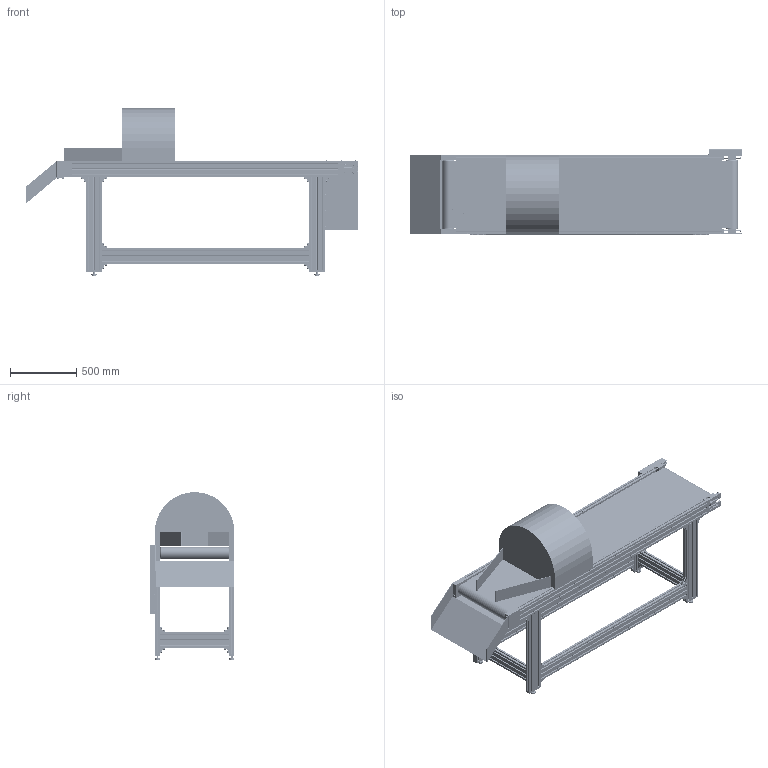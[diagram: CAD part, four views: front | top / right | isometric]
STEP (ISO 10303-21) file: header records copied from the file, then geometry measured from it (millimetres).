
FILE_DESCRIPTION(('CATIA V5 STEP Exchange','CAx-IF Rec.Pracs.--- Model Styling and Organization---1.5--- 2016-08-15','CAx-IF Rec.Pracs.---Supplemental Geometry---1.0---2011-11-01','CAx-IF Rec.Pracs.--- Composite Materials ---3.4---2017-06-13','CAx-IF Rec.Pracs.---Tessellated 3D Geometry---1.0---2015-12-17'),'2;1');
FILE_NAME('Assey_01.stp','2024-09-26T08:54:56+00:00',('none'),('none'),'CATIA Version 5-6 Release 2023','CATIA V5 STEP AP242 v2','none');
FILE_SCHEMA(('AP242_MANAGED_MODEL_BASED_3D_ENGINEERING_MIM_LF {1 0 10303 442 1 1 4}'));
Products named in the file (36): Assey_01; Assey_01_foot; 11-09_Plate_120X40X15_AL6061; Foot_Pi40-M6; WrenchBolt_M8-20L; Nut_M6-5H; 11-01_Pipe_Pi90X496L_SPPS; 11-02_Shaft_Pi90X79L_SM45C; Key_6X6X20L; 11-03_Shaft_Pi90X22L; 11-04_Block_150X120X40_AL6061; 11-05_Block_120X60X32_AL6061; 11-06_Block_120X60X32_AL6061; 11-07_Block_120X120X40_AL6061; 11-08_Plate_2000X520X35X1.6T_SS275; 11-12_Plate_503.2X254.2X40X1.6_SS275; Bearing_d20XD44XB12; Belt_B500X4550L; Sprocket_#40-Z19; AP-40120X700L; AP-40120X1560L; AP-40120X2000L; AP-40120X520L; WrenchBolt_M8-120L; Assey_01_Braket; AngleBraket_DCBK4035; SquareNuts_M8-6H; Gathered WrenchBolt_M4-10L on RectPattern.1; WrenchBolt_M4-10L; Gathered WrenchBolt_M4-10L on RectPattern.2; Gathered WrenchBolt_M4-10L on RectPattern.21; Gathered WrenchBolt_M4-10L on RectPattern.22; Gathered WrenchBolt_M8-20L on RectPattern.1; Gathered WrenchBolt_M8-20L on RectPattern.11; Part1; Part2
Assembly tree (141 placements, depth 3):
  Assey_01
    Assey_01_foot  x4
      11-09_Plate_120X40X15_AL6061
      Foot_Pi40-M6
      WrenchBolt_M8-20L
      Nut_M6-5H
    11-01_Pipe_Pi90X496L_SPPS  x2
    11-02_Shaft_Pi90X79L_SM45C
    Key_6X6X20L
    11-03_Shaft_Pi90X22L  x3
    11-04_Block_150X120X40_AL6061  x2
    11-05_Block_120X60X32_AL6061
    11-06_Block_120X60X32_AL6061
    11-07_Block_120X120X40_AL6061  x2
    11-08_Plate_2000X520X35X1.6T_SS275
    11-12_Plate_503.2X254.2X40X1.6_SS275
    Bearing_d20XD44XB12  x4
    Belt_B500X4550L
    Sprocket_#40-Z19
    AP-40120X700L  x4
    AP-40120X1560L  x2
    AP-40120X2000L  x2
    AP-40120X520L  x2
    WrenchBolt_M8-120L  x4
    WrenchBolt_M8-20L  x24
    Assey_01_Braket  x24
      AngleBraket_DCBK4035
      WrenchBolt_M8-20L
      SquareNuts_M8-6H
    Gathered WrenchBolt_M4-10L on RectPattern.1
      WrenchBolt_M4-10L  x3
    Gathered WrenchBolt_M4-10L on RectPattern.2
      WrenchBolt_M4-10L  x11
    Gathered WrenchBolt_M4-10L on RectPattern.21
      WrenchBolt_M4-10L  x11
    Gathered WrenchBolt_M4-10L on RectPattern.22
      WrenchBolt_M4-10L  x3
    Gathered WrenchBolt_M8-20L on RectPattern.1
      WrenchBolt_M8-20L  x4
    Gathered WrenchBolt_M8-20L on RectPattern.11
      WrenchBolt_M8-20L  x4
    Part1
    Part2
Bounding box: 2502.41 x 640 x 1265 mm (x, y, z)
Volume: 51529207.6 mm3; surface area: 22045797.1 mm2
Topology: 237 solids, 237 shells, 9508 faces, 24252 edges, 15421 vertices
Faces by surface type: cylinder 4309, plane 3828, cone 949, torus 338, sphere 80, bspline 4
Entity records: 73878 total; most frequent: CARTESIAN_POINT 18011, ORIENTED_EDGE 12502, DIRECTION 9232, EDGE_CURVE 6251, VERTEX_POINT 4083, AXIS2_PLACEMENT_3D 4048, VECTOR 3293, LINE 3293
